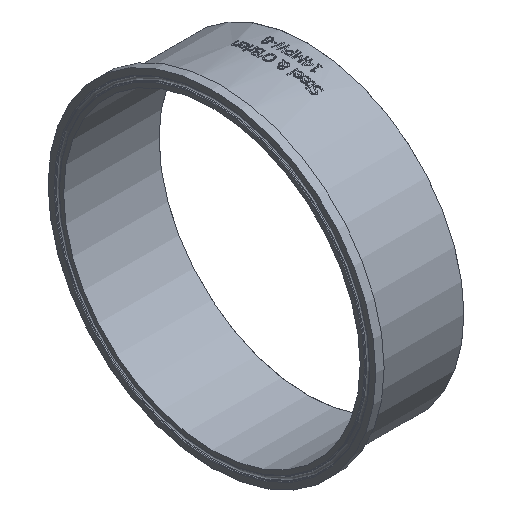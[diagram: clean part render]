
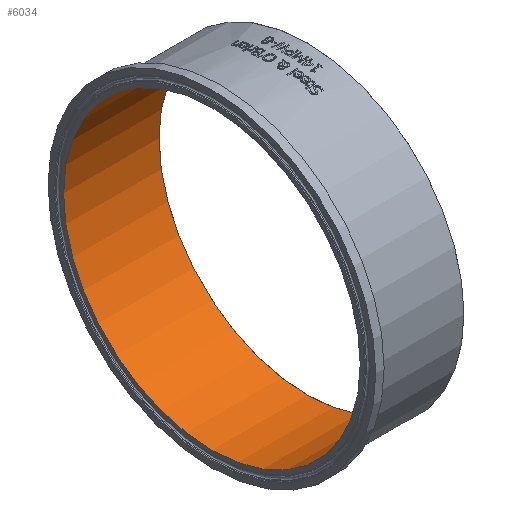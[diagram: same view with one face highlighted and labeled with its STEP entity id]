
A CAD part, isometric view. The second image highlights one B-rep face of the part: STEP entity #6034.
In plain terms, the highlighted cylindrical face has radius 98.527 mm (diameter 197.053 mm), a full revolution.
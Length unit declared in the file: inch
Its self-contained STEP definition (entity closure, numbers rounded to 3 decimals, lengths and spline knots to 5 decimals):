
#200=CIRCLE('',#6401,3.879);
#207=CIRCLE('',#6413,3.879);
#551=FACE_BOUND('',#1267,.T.);
#885=FACE_OUTER_BOUND('',#1266,.T.);
#1266=EDGE_LOOP('',(#5627));
#1267=EDGE_LOOP('',(#5628));
#2969=VERTEX_POINT('',#13048);
#2976=VERTEX_POINT('',#13067);
#3857=EDGE_CURVE('',#2969,#2969,#200,.T.);
#3864=EDGE_CURVE('',#2976,#2976,#207,.T.);
#5627=ORIENTED_EDGE('',*,*,#3857,.F.);
#5628=ORIENTED_EDGE('',*,*,#3864,.F.);
#5677=CYLINDRICAL_SURFACE('',#6416,3.879);
#6034=ADVANCED_FACE('',(#885,#551),#5677,.F.);
#6401=AXIS2_PLACEMENT_3D('',#13049,#7546,#7547);
#6413=AXIS2_PLACEMENT_3D('',#13068,#7570,#7571);
#6416=AXIS2_PLACEMENT_3D('',#13072,#7576,#7577);
#7546=DIRECTION('center_axis',(1.,0.,0.));
#7547=DIRECTION('ref_axis',(0.,0.,-1.));
#7570=DIRECTION('center_axis',(-1.,0.,0.));
#7571=DIRECTION('ref_axis',(0.,-1.,0.));
#7576=DIRECTION('center_axis',(1.,0.,0.));
#7577=DIRECTION('ref_axis',(0.,1.,0.));
#13048=CARTESIAN_POINT('',(0.,3.879,0.));
#13049=CARTESIAN_POINT('Origin',(0.,0.,0.));
#13067=CARTESIAN_POINT('',(2.495,3.879,0.));
#13068=CARTESIAN_POINT('Origin',(2.495,0.,0.));
#13072=CARTESIAN_POINT('Origin',(1.25,0.,0.));
